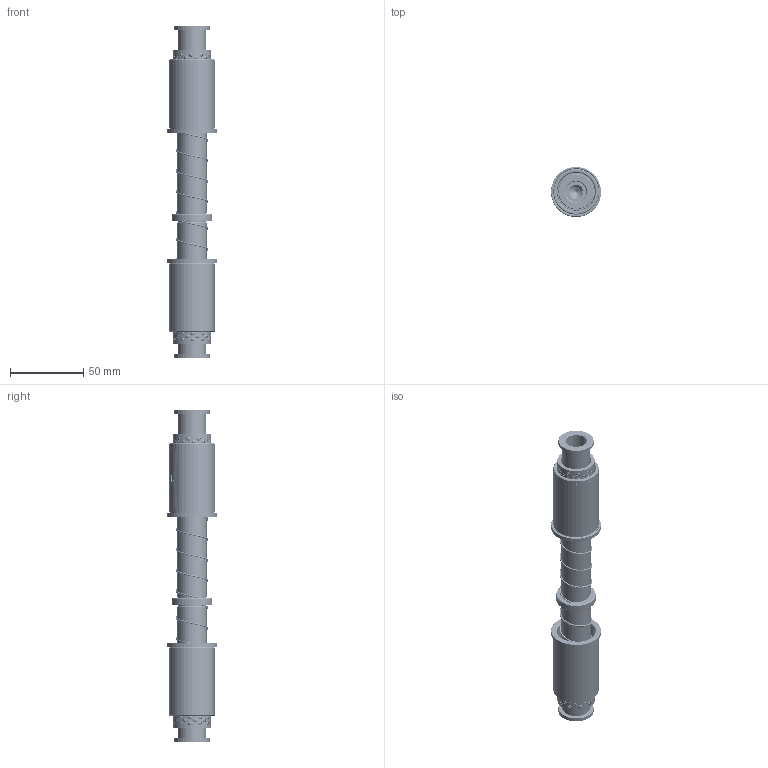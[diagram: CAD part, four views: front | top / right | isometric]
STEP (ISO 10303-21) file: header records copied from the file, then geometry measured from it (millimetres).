
FILE_DESCRIPTION (( 'STEP AP214' ), '1' );
FILE_NAME ('BJGPH BSGPH-D20-LA100-LB70-絳杶BL50.STEP', '2021-09-29T08:05:12', ( 'User' ), ( 'china' ), 'SwSTEP 2.0', 'SolidWorks 2016', '' );
FILE_SCHEMA (( 'AUTOMOTIVE_DESIGN' ));
Length unit declared in the file: millimetre
Products named in the file (10): GBBH--D31-d26-L50; GBBH-D31-d26-L50; BSH BJH-D25.5-20.5-L40; BALL-D3; GGTK-D24-d19 - 25; HWP-B-D22.5-d20.5-L90; HWP-B-D22.5-d20.5-L65; GPWH-D20-100-70-10; BJGPH BSGPH-D20-LA100-LB70-絳杶BL50
Assembly tree (208 placements, depth 3):
  BJGPH BSGPH-D20-LA100-LB70-絳杶BL50
    GPWH-D20-100-70-10
    HWP-B-D22.5-d20.5-L65
    HWP-B-D22.5-d20.5-L90
    GGTK-D24-d19 - 25  x2
    BSH BJH-D25.5-20.5-L40  x2
      BSH BJH-D25.5-20.5-L40
      BALL-D3
    GBBH-D31-d26-L50
    GBBH--D31-d26-L50
Bounding box: 34 x 34 x 226 mm (x, y, z)
Volume: 99656.5 mm3; surface area: 73082.2 mm2
Topology: 405 solids, 405 shells, 1794 faces, 7708 edges, 5108 vertices
Faces by surface type: sphere 1584, cylinder 68, cone 68, plane 42, torus 20, bspline 12
Entity records: 42852 total; most frequent: CARTESIAN_POINT 26500, ORIENTED_EDGE 3268, DIRECTION 2906, EDGE_CURVE 1634, AXIS2_PLACEMENT_3D 1378, VERTEX_POINT 1066, EDGE_LOOP 976, B_SPLINE_CURVE_WITH_KNOTS 880
